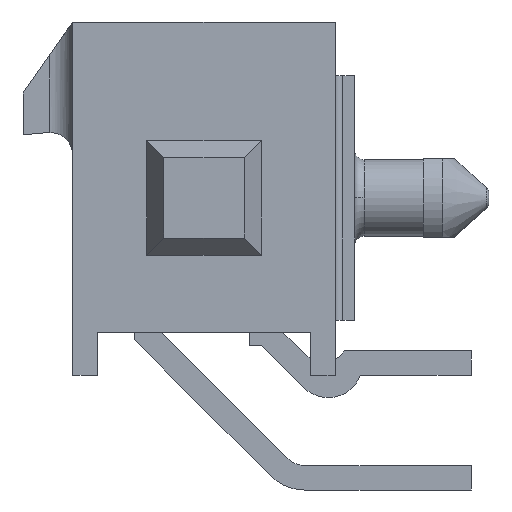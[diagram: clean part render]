
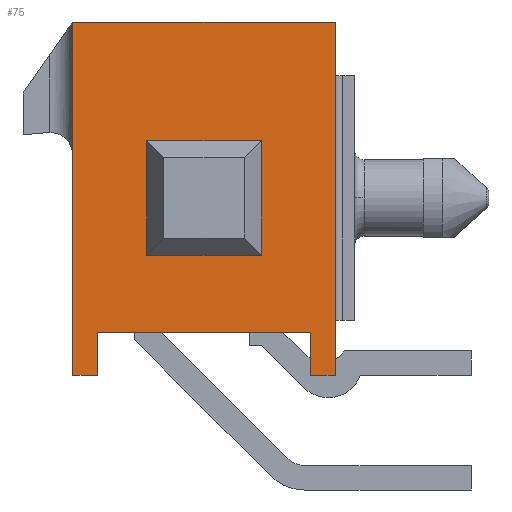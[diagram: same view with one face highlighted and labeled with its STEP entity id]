
A CAD part, left-side view. The second image highlights one B-rep face of the part: STEP entity #75.
In plain terms, the highlighted planar face has unit normal (-1, 0, 0).
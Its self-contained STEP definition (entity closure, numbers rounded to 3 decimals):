
#75=ADVANCED_FACE('',(#256,#257),#258,.T.);
#256=FACE_OUTER_BOUND('',#558,.T.);
#257=FACE_BOUND('',#559,.T.);
#258=PLANE('',#560);
#558=EDGE_LOOP('',(#1139,#1140,#1141,#1142,#1143,#1144,#1145,#1146));
#559=EDGE_LOOP('',(#1147,#1148,#1149,#1150,#1151,#1152,#1153,#1154));
#560=AXIS2_PLACEMENT_3D('',#1155,#1156,#1157);
#1139=ORIENTED_EDGE('',*,*,#2097,.T.);
#1140=ORIENTED_EDGE('',*,*,#2197,.T.);
#1141=ORIENTED_EDGE('',*,*,#2215,.F.);
#1142=ORIENTED_EDGE('',*,*,#2176,.F.);
#1143=ORIENTED_EDGE('',*,*,#2165,.F.);
#1144=ORIENTED_EDGE('',*,*,#2216,.T.);
#1145=ORIENTED_EDGE('',*,*,#2217,.F.);
#1146=ORIENTED_EDGE('',*,*,#2218,.T.);
#1147=ORIENTED_EDGE('',*,*,#2219,.T.);
#1148=ORIENTED_EDGE('',*,*,#2220,.T.);
#1149=ORIENTED_EDGE('',*,*,#2221,.T.);
#1150=ORIENTED_EDGE('',*,*,#2222,.T.);
#1151=ORIENTED_EDGE('',*,*,#2223,.T.);
#1152=ORIENTED_EDGE('',*,*,#2224,.T.);
#1153=ORIENTED_EDGE('',*,*,#2225,.T.);
#1154=ORIENTED_EDGE('',*,*,#2226,.T.);
#1155=CARTESIAN_POINT('',(-1.93,-3.43,0.0));
#1156=DIRECTION('',(-1.0,0.0,0.0));
#1157=DIRECTION('',(0.0,0.0,1.0));
#2097=EDGE_CURVE('',#2511,#2508,#2512,.T.);
#2165=EDGE_CURVE('',#2637,#2639,#2640,.T.);
#2176=EDGE_CURVE('',#2639,#2658,#2659,.T.);
#2197=EDGE_CURVE('',#2508,#2693,#2695,.T.);
#2215=EDGE_CURVE('',#2658,#2693,#2721,.T.);
#2216=EDGE_CURVE('',#2637,#2722,#2723,.T.);
#2217=EDGE_CURVE('',#2724,#2722,#2725,.T.);
#2218=EDGE_CURVE('',#2724,#2511,#2726,.T.);
#2219=EDGE_CURVE('',#2727,#2728,#2729,.T.);
#2220=EDGE_CURVE('',#2728,#2730,#2731,.T.);
#2221=EDGE_CURVE('',#2730,#2732,#2733,.T.);
#2222=EDGE_CURVE('',#2732,#2734,#2735,.T.);
#2223=EDGE_CURVE('',#2734,#2736,#2737,.T.);
#2224=EDGE_CURVE('',#2736,#2738,#2739,.T.);
#2225=EDGE_CURVE('',#2738,#2740,#2741,.T.);
#2226=EDGE_CURVE('',#2740,#2727,#2742,.T.);
#2508=VERTEX_POINT('',#3161);
#2511=VERTEX_POINT('',#3165);
#2512=LINE('',#3166,#3167);
#2637=VERTEX_POINT('',#3352);
#2639=VERTEX_POINT('',#3355);
#2640=LINE('',#3356,#3357);
#2658=VERTEX_POINT('',#3385);
#2659=LINE('',#3386,#3387);
#2693=VERTEX_POINT('',#3440);
#2695=LINE('',#3443,#3444);
#2721=LINE('',#3521,#3522);
#2722=VERTEX_POINT('',#3523);
#2723=LINE('',#3524,#3525);
#2724=VERTEX_POINT('',#3526);
#2725=LINE('',#3527,#3528);
#2726=LINE('',#3529,#3530);
#2727=VERTEX_POINT('',#3531);
#2728=VERTEX_POINT('',#3532);
#2729=CIRCLE('',#3533,0.25);
#2730=VERTEX_POINT('',#3534);
#2731=LINE('',#3535,#3536);
#2732=VERTEX_POINT('',#3537);
#2733=CIRCLE('',#3538,0.25);
#2734=VERTEX_POINT('',#3539);
#2735=LINE('',#3540,#3541);
#2736=VERTEX_POINT('',#3542);
#2737=CIRCLE('',#3543,0.25);
#2738=VERTEX_POINT('',#3544);
#2739=LINE('',#3545,#3546);
#2740=VERTEX_POINT('',#3547);
#2741=CIRCLE('',#3548,0.25);
#2742=LINE('',#3549,#3550);
#3161=CARTESIAN_POINT('',(-1.93,3.43,0.0));
#3165=CARTESIAN_POINT('',(-1.93,-3.43,0.0));
#3166=CARTESIAN_POINT('',(-1.93,-3.43,0.0));
#3167=VECTOR('',#4189,6.86);
#3352=CARTESIAN_POINT('',(-1.93,-2.79,-8.11));
#3355=CARTESIAN_POINT('',(-1.93,2.79,-8.11));
#3356=CARTESIAN_POINT('',(-1.93,-2.79,-8.11));
#3357=VECTOR('',#4269,5.58);
#3385=CARTESIAN_POINT('',(-1.93,2.79,-9.24));
#3386=CARTESIAN_POINT('',(-1.93,2.79,-8.11));
#3387=VECTOR('',#4280,1.13);
#3440=CARTESIAN_POINT('',(-1.93,3.43,-9.24));
#3443=CARTESIAN_POINT('',(-1.93,3.43,0.0));
#3444=VECTOR('',#4301,9.24);
#3521=CARTESIAN_POINT('',(-1.93,2.79,-9.24));
#3522=VECTOR('',#4315,0.64);
#3523=CARTESIAN_POINT('',(-1.93,-2.79,-9.24));
#3524=CARTESIAN_POINT('',(-1.93,-2.79,-8.11));
#3525=VECTOR('',#4316,1.13);
#3526=CARTESIAN_POINT('',(-1.93,-3.43,-9.24));
#3527=CARTESIAN_POINT('',(-1.93,-3.43,-9.24));
#3528=VECTOR('',#4317,0.64);
#3529=CARTESIAN_POINT('',(-1.93,-3.43,-9.24));
#3530=VECTOR('',#4318,9.24);
#3531=CARTESIAN_POINT('',(-1.93,1.0,-3.85));
#3532=CARTESIAN_POINT('',(-1.93,0.75,-3.6));
#3533=AXIS2_PLACEMENT_3D('',#4319,#4320,#4321);
#3534=CARTESIAN_POINT('',(-1.93,-0.75,-3.6));
#3535=CARTESIAN_POINT('',(-1.93,0.75,-3.6));
#3536=VECTOR('',#4322,1.5);
#3537=CARTESIAN_POINT('',(-1.93,-1.0,-3.85));
#3538=AXIS2_PLACEMENT_3D('',#4323,#4324,#4325);
#3539=CARTESIAN_POINT('',(-1.93,-1.0,-5.35));
#3540=CARTESIAN_POINT('',(-1.93,-1.0,-3.85));
#3541=VECTOR('',#4326,1.5);
#3542=CARTESIAN_POINT('',(-1.93,-0.75,-5.6));
#3543=AXIS2_PLACEMENT_3D('',#4327,#4328,#4329);
#3544=CARTESIAN_POINT('',(-1.93,0.75,-5.6));
#3545=CARTESIAN_POINT('',(-1.93,-0.75,-5.6));
#3546=VECTOR('',#4330,1.5);
#3547=CARTESIAN_POINT('',(-1.93,1.0,-5.35));
#3548=AXIS2_PLACEMENT_3D('',#4331,#4332,#4333);
#3549=CARTESIAN_POINT('',(-1.93,1.0,-5.35));
#3550=VECTOR('',#4334,1.5);
#4189=DIRECTION('',(0.0,1.0,0.0));
#4269=DIRECTION('',(0.0,1.0,0.0));
#4280=DIRECTION('',(0.0,0.0,-1.0));
#4301=DIRECTION('',(0.0,0.0,-1.0));
#4315=DIRECTION('',(0.0,1.0,0.0));
#4316=DIRECTION('',(0.0,0.0,-1.0));
#4317=DIRECTION('',(0.0,1.0,0.0));
#4318=DIRECTION('',(0.0,0.0,1.0));
#4319=CARTESIAN_POINT('',(-1.93,0.75,-3.85));
#4320=DIRECTION('',(1.0,0.0,0.0));
#4321=DIRECTION('',(0.0,1.0,0.0));
#4322=DIRECTION('',(0.0,-1.0,0.0));
#4323=CARTESIAN_POINT('',(-1.93,-0.75,-3.85));
#4324=DIRECTION('',(1.0,0.0,-0.0));
#4325=DIRECTION('',(0.0,0.0,1.0));
#4326=DIRECTION('',(0.0,0.0,-1.0));
#4327=CARTESIAN_POINT('',(-1.93,-0.75,-5.35));
#4328=DIRECTION('',(1.0,0.0,0.0));
#4329=DIRECTION('',(0.0,-1.0,0.0));
#4330=DIRECTION('',(0.0,1.0,0.0));
#4331=CARTESIAN_POINT('',(-1.93,0.75,-5.35));
#4332=DIRECTION('',(1.0,0.0,0.0));
#4333=DIRECTION('',(0.0,0.0,-1.0));
#4334=DIRECTION('',(0.0,0.0,1.0));
